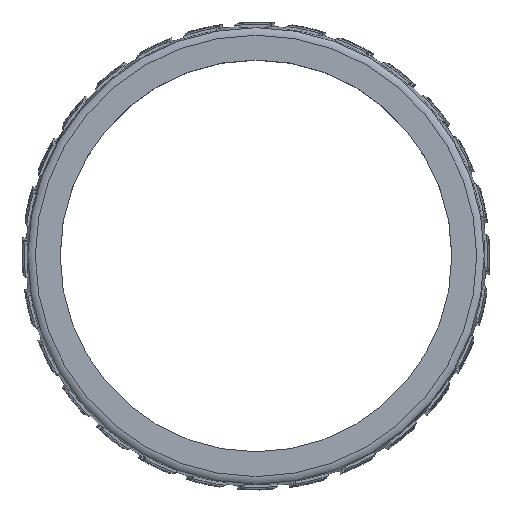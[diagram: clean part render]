
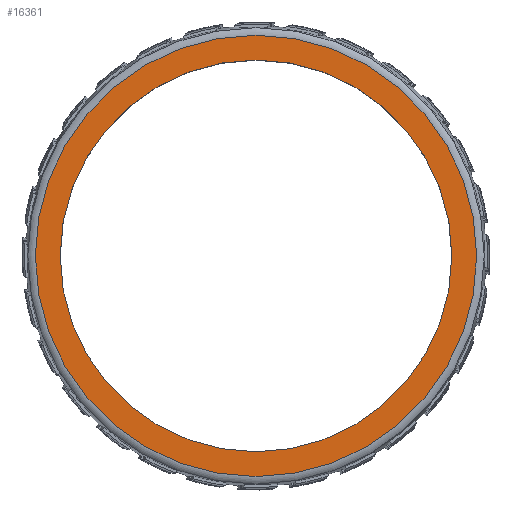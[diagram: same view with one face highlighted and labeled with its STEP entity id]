
A CAD part, top view. The second image highlights one B-rep face of the part: STEP entity #16361.
In plain terms, the highlighted planar face has unit normal (0, 0, 1).
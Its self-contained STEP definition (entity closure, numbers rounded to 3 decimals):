
#861=CIRCLE('',#17917,30.002);
#862=CIRCLE('',#17918,30.002);
#863=CIRCLE('',#17920,26.625);
#864=CIRCLE('',#17921,26.625);
#1019=FACE_BOUND('',#3552,.T.);
#2452=FACE_OUTER_BOUND('',#3551,.T.);
#3551=EDGE_LOOP('',(#14315,#14316));
#3552=EDGE_LOOP('',(#14317,#14318));
#7640=VERTEX_POINT('',#29717);
#7641=VERTEX_POINT('',#29719);
#7642=VERTEX_POINT('',#29723);
#7643=VERTEX_POINT('',#29724);
#10024=EDGE_CURVE('',#7641,#7640,#861,.F.);
#10025=EDGE_CURVE('',#7640,#7641,#862,.F.);
#10026=EDGE_CURVE('',#7642,#7643,#863,.T.);
#10027=EDGE_CURVE('',#7643,#7642,#864,.T.);
#14315=ORIENTED_EDGE('',*,*,#10024,.T.);
#14316=ORIENTED_EDGE('',*,*,#10025,.T.);
#14317=ORIENTED_EDGE('',*,*,#10026,.F.);
#14318=ORIENTED_EDGE('',*,*,#10027,.F.);
#15528=PLANE('',#17919);
#16361=ADVANCED_FACE('',(#2452,#1019),#15528,.F.);
#17917=AXIS2_PLACEMENT_3D('',#29720,#21922,#21923);
#17918=AXIS2_PLACEMENT_3D('',#29721,#21924,#21925);
#17919=AXIS2_PLACEMENT_3D('',#29722,#21926,#21927);
#17920=AXIS2_PLACEMENT_3D('',#29725,#21928,#21929);
#17921=AXIS2_PLACEMENT_3D('',#29726,#21930,#21931);
#21922=DIRECTION('center_axis',(0.,0.,-1.));
#21923=DIRECTION('ref_axis',(-1.,0.,0.));
#21924=DIRECTION('center_axis',(0.,0.,-1.));
#21925=DIRECTION('ref_axis',(-1.,0.,0.));
#21926=DIRECTION('center_axis',(0.,0.,-1.));
#21927=DIRECTION('ref_axis',(-1.,0.,0.));
#21928=DIRECTION('center_axis',(0.,0.,1.));
#21929=DIRECTION('ref_axis',(1.,0.,0.));
#21930=DIRECTION('center_axis',(0.,0.,1.));
#21931=DIRECTION('ref_axis',(1.,0.,0.));
#29717=CARTESIAN_POINT('',(30.002,0.,6.));
#29719=CARTESIAN_POINT('',(-30.002,0.,6.));
#29720=CARTESIAN_POINT('Origin',(0.,0.,6.));
#29721=CARTESIAN_POINT('Origin',(0.,0.,6.));
#29722=CARTESIAN_POINT('Origin',(0.,31.83,6.));
#29723=CARTESIAN_POINT('',(26.625,0.,6.));
#29724=CARTESIAN_POINT('',(-26.625,0.,6.));
#29725=CARTESIAN_POINT('Origin',(0.,0.,6.));
#29726=CARTESIAN_POINT('Origin',(0.,0.,6.));
